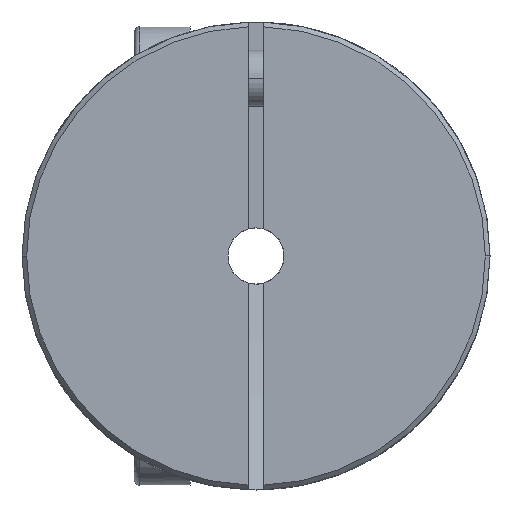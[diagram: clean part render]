
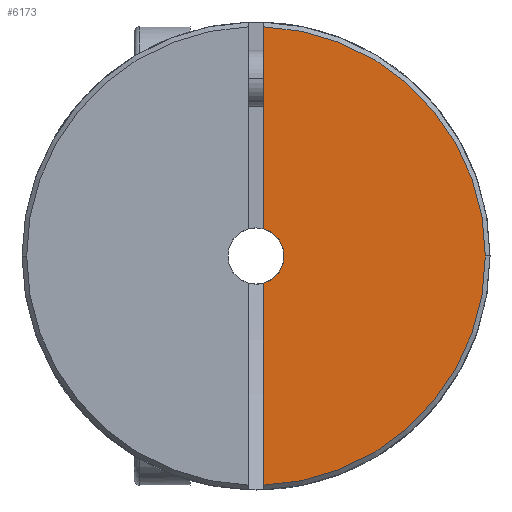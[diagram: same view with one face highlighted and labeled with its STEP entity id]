
A CAD part, left-side view. The second image highlights one B-rep face of the part: STEP entity #6173.
In plain terms, the highlighted planar face has unit normal (-1, 0, 0).
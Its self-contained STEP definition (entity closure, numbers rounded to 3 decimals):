
#119 = VERTEX_POINT ( 'NONE', #1477 ) ;
#218 = EDGE_CURVE ( 'NONE', #2957, #4133, #7305, .T. ) ;
#254 = FACE_OUTER_BOUND ( 'NONE', #4669, .T. ) ;
#261 = CARTESIAN_POINT ( 'NONE',  ( 0., 0., 0. ) ) ;
#393 = DIRECTION ( 'NONE',  ( 0., 0., -1. ) ) ;
#506 = ORIENTED_EDGE ( 'NONE', *, *, #4505, .F. ) ;
#726 = AXIS2_PLACEMENT_3D ( 'NONE', #3883, #4031, #7385 ) ;
#898 = VERTEX_POINT ( 'NONE', #6423 ) ;
#1307 = CIRCLE ( 'NONE', #7011, 12.25 ) ;
#1326 = VERTEX_POINT ( 'NONE', #5197 ) ;
#1455 = PLANE ( 'NONE',  #4672 ) ;
#1477 = CARTESIAN_POINT ( 'NONE',  ( 0., -0.4, -12.243 ) ) ;
#1782 = AXIS2_PLACEMENT_3D ( 'NONE', #3190, #4338, #6552 ) ;
#1979 = CARTESIAN_POINT ( 'NONE',  ( 0., -0.4, 0.527 ) ) ;
#2319 = ORIENTED_EDGE ( 'NONE', *, *, #2573, .F. ) ;
#2384 = EDGE_CURVE ( 'NONE', #1326, #119, #4326, .T. ) ;
#2573 = EDGE_CURVE ( 'NONE', #898, #119, #1307, .T. ) ;
#2957 = VERTEX_POINT ( 'NONE', #4124 ) ;
#3181 = DIRECTION ( 'NONE',  ( 0., 0., -1. ) ) ;
#3190 = CARTESIAN_POINT ( 'NONE',  ( 0., 0., 0. ) ) ;
#3195 = ORIENTED_EDGE ( 'NONE', *, *, #2384, .T. ) ;
#3375 = VECTOR ( 'NONE', #393, 1000. ) ;
#3824 = DIRECTION ( 'NONE',  ( 0., -1., 0. ) ) ;
#3883 = CARTESIAN_POINT ( 'NONE',  ( 0., 0., 0. ) ) ;
#3931 = ORIENTED_EDGE ( 'NONE', *, *, #5136, .F. ) ;
#4031 = DIRECTION ( 'NONE',  ( -1., 0., 0. ) ) ;
#4076 = CIRCLE ( 'NONE', #726, 1.5 ) ;
#4124 = CARTESIAN_POINT ( 'NONE',  ( 0., -0.4, 12.243 ) ) ;
#4133 = VERTEX_POINT ( 'NONE', #6822 ) ;
#4326 = LINE ( 'NONE', #4470, #4507 ) ;
#4338 = DIRECTION ( 'NONE',  ( 1., 0., 0. ) ) ;
#4470 = CARTESIAN_POINT ( 'NONE',  ( 0., -0.4, 0.527 ) ) ;
#4505 = EDGE_CURVE ( 'NONE', #1326, #4133, #4076, .T. ) ;
#4507 = VECTOR ( 'NONE', #3181, 1000. ) ;
#4669 = EDGE_LOOP ( 'NONE', ( #506, #3195, #2319, #3931, #7342 ) ) ;
#4672 = AXIS2_PLACEMENT_3D ( 'NONE', #5997, #7094, #5410 ) ;
#5080 = CIRCLE ( 'NONE', #1782, 12.25 ) ;
#5136 = EDGE_CURVE ( 'NONE', #2957, #898, #5080, .T. ) ;
#5197 = CARTESIAN_POINT ( 'NONE',  ( 0., -0.4, -1.446 ) ) ;
#5410 = DIRECTION ( 'NONE',  ( 0., 0., 1. ) ) ;
#5997 = CARTESIAN_POINT ( 'NONE',  ( 0., -7.125, 0. ) ) ;
#6173 = ADVANCED_FACE ( 'NONE', ( #254 ), #1455, .T. ) ;
#6423 = CARTESIAN_POINT ( 'NONE',  ( 0., -12.25, 0. ) ) ;
#6552 = DIRECTION ( 'NONE',  ( 0., -1., 0. ) ) ;
#6822 = CARTESIAN_POINT ( 'NONE',  ( 0., -0.4, 1.446 ) ) ;
#7011 = AXIS2_PLACEMENT_3D ( 'NONE', #261, #7218, #3824 ) ;
#7094 = DIRECTION ( 'NONE',  ( -1., 0., 0. ) ) ;
#7218 = DIRECTION ( 'NONE',  ( 1., 0., 0. ) ) ;
#7305 = LINE ( 'NONE', #1979, #3375 ) ;
#7342 = ORIENTED_EDGE ( 'NONE', *, *, #218, .T. ) ;
#7385 = DIRECTION ( 'NONE',  ( 0., 0., 1. ) ) ;
